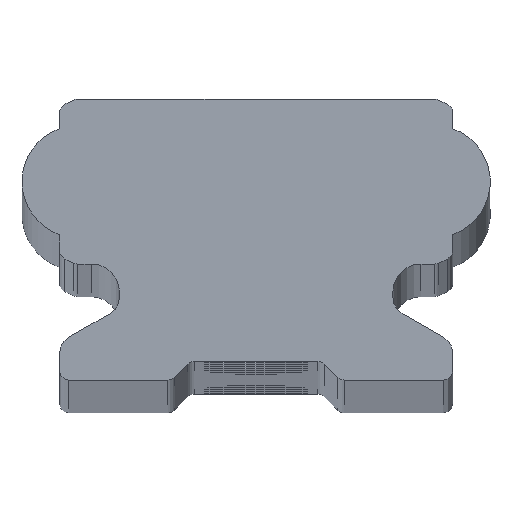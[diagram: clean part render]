
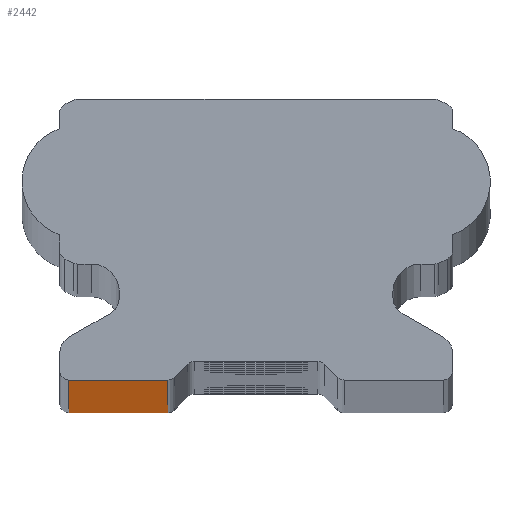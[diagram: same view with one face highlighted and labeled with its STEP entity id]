
A CAD part, top view. The second image highlights one B-rep face of the part: STEP entity #2442.
In plain terms, the highlighted planar face has unit normal (0, -1, 0).
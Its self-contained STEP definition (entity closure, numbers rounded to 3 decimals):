
#137 = EDGE_CURVE ( 'NONE', #3898, #1284, #1926, .T. ) ;
#212 = DIRECTION ( 'NONE',  ( 0., 1., 0. ) ) ;
#428 = CARTESIAN_POINT ( 'NONE',  ( -9.999, -6.628, 500. ) ) ;
#505 = EDGE_CURVE ( 'NONE', #1284, #1520, #3086, .T. ) ;
#550 = DIRECTION ( 'NONE',  ( -1., 0., 0. ) ) ;
#674 = CARTESIAN_POINT ( 'NONE',  ( 0., -6.628, -500. ) ) ;
#959 = CARTESIAN_POINT ( 'NONE',  ( -4.705, -6.628, -500. ) ) ;
#1034 = ORIENTED_EDGE ( 'NONE', *, *, #137, .F. ) ;
#1126 = CARTESIAN_POINT ( 'NONE',  ( -4.705, -6.628, 500. ) ) ;
#1169 = CARTESIAN_POINT ( 'NONE',  ( -9.999, -6.628, -500. ) ) ;
#1224 = VERTEX_POINT ( 'NONE', #1169 ) ;
#1284 = VERTEX_POINT ( 'NONE', #1126 ) ;
#1298 = LINE ( 'NONE', #428, #3046 ) ;
#1386 = VECTOR ( 'NONE', #1644, 1000. ) ;
#1520 = VERTEX_POINT ( 'NONE', #959 ) ;
#1600 = DIRECTION ( 'NONE',  ( 1., 0., 0. ) ) ;
#1644 = DIRECTION ( 'NONE',  ( 1., 0., 0. ) ) ;
#1814 = AXIS2_PLACEMENT_3D ( 'NONE', #3947, #212, #550 ) ;
#1826 = DIRECTION ( 'NONE',  ( 0., 0., -1. ) ) ;
#1926 = LINE ( 'NONE', #2607, #2444 ) ;
#2423 = PLANE ( 'NONE',  #1814 ) ;
#2442 = ADVANCED_FACE ( 'NONE', ( #2694 ), #2423, .F. ) ;
#2444 = VECTOR ( 'NONE', #1600, 1000. ) ;
#2565 = ORIENTED_EDGE ( 'NONE', *, *, #505, .F. ) ;
#2607 = CARTESIAN_POINT ( 'NONE',  ( 0., -6.628, 500. ) ) ;
#2694 = FACE_OUTER_BOUND ( 'NONE', #3876, .T. ) ;
#2752 = ORIENTED_EDGE ( 'NONE', *, *, #3984, .T. ) ;
#2759 = CARTESIAN_POINT ( 'NONE',  ( -4.705, -6.628, 500. ) ) ;
#2773 = CARTESIAN_POINT ( 'NONE',  ( -9.999, -6.628, 500. ) ) ;
#2948 = DIRECTION ( 'NONE',  ( 0., 0., -1. ) ) ;
#3046 = VECTOR ( 'NONE', #2948, 1000. ) ;
#3086 = LINE ( 'NONE', #2759, #3174 ) ;
#3174 = VECTOR ( 'NONE', #1826, 1000. ) ;
#3335 = ORIENTED_EDGE ( 'NONE', *, *, #3682, .T. ) ;
#3497 = LINE ( 'NONE', #674, #1386 ) ;
#3682 = EDGE_CURVE ( 'NONE', #1224, #1520, #3497, .T. ) ;
#3876 = EDGE_LOOP ( 'NONE', ( #3335, #2565, #1034, #2752 ) ) ;
#3898 = VERTEX_POINT ( 'NONE', #2773 ) ;
#3947 = CARTESIAN_POINT ( 'NONE',  ( 0., -6.628, 500. ) ) ;
#3984 = EDGE_CURVE ( 'NONE', #3898, #1224, #1298, .T. ) ;
